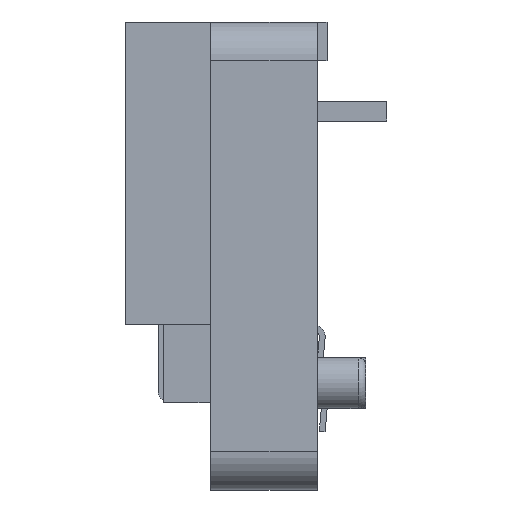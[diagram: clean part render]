
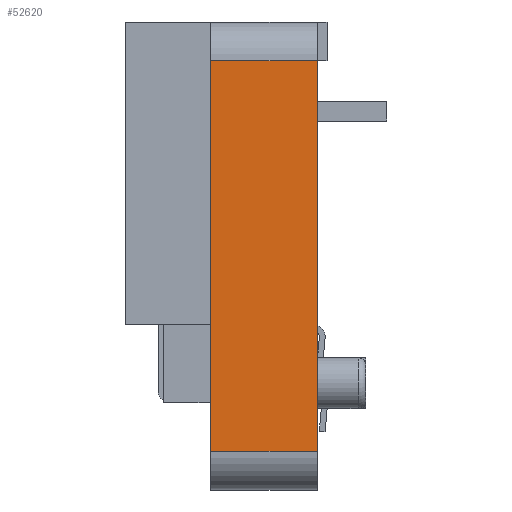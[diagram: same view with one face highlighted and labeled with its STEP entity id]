
A CAD part, left-side view. The second image highlights one B-rep face of the part: STEP entity #52620.
In plain terms, the highlighted planar face has unit normal (-1, 0, 0).
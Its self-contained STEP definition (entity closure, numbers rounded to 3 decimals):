
#15758=ORIENTED_EDGE('',*,*,#23992,.T.);
#15759=ORIENTED_EDGE('',*,*,#23996,.F.);
#15760=ORIENTED_EDGE('',*,*,#23997,.F.);
#15761=ORIENTED_EDGE('',*,*,#23994,.T.);
#23992=EDGE_CURVE('',#29168,#29167,#35924,.T.);
#23994=EDGE_CURVE('',#29169,#29168,#35925,.T.);
#23996=EDGE_CURVE('',#29170,#29167,#35926,.T.);
#23997=EDGE_CURVE('',#29169,#29170,#35927,.T.);
#29167=VERTEX_POINT('',#84616);
#29168=VERTEX_POINT('',#84618);
#29169=VERTEX_POINT('',#84622);
#29170=VERTEX_POINT('',#84626);
#35924=LINE('',#84617,#42743);
#35925=LINE('',#84621,#42744);
#35926=LINE('',#84625,#42745);
#35927=LINE('',#84627,#42746);
#42743=VECTOR('',#69237,1000.);
#42744=VECTOR('',#69242,1000.);
#42745=VECTOR('',#69247,1000.);
#42746=VECTOR('',#69248,1000.);
#45319=EDGE_LOOP('',(#15758,#15759,#15760,#15761));
#47896=FACE_BOUND('',#45319,.T.);
#50067=PLANE('',#56014);
#52620=ADVANCED_FACE('',(#47896),#50067,.F.);
#56014=AXIS2_PLACEMENT_3D('',#84624,#69245,#69246);
#69237=DIRECTION('',(0.,-1.,0.));
#69242=DIRECTION('',(0.,0.,-1.));
#69245=DIRECTION('',(1.,0.,0.));
#69246=DIRECTION('',(0.,0.,-1.));
#69247=DIRECTION('',(0.,0.,-1.));
#69248=DIRECTION('',(0.,-1.,0.));
#84616=CARTESIAN_POINT('',(-21.9,-3.25,0.));
#84617=CARTESIAN_POINT('',(-21.9,6.8,0.));
#84618=CARTESIAN_POINT('',(-21.9,6.8,0.));
#84621=CARTESIAN_POINT('',(-21.9,6.8,2.75));
#84622=CARTESIAN_POINT('',(-21.9,6.8,2.75));
#84624=CARTESIAN_POINT('',(-21.9,6.8,2.75));
#84625=CARTESIAN_POINT('',(-21.9,-3.25,2.75));
#84626=CARTESIAN_POINT('',(-21.9,-3.25,2.75));
#84627=CARTESIAN_POINT('',(-21.9,6.8,2.75));
